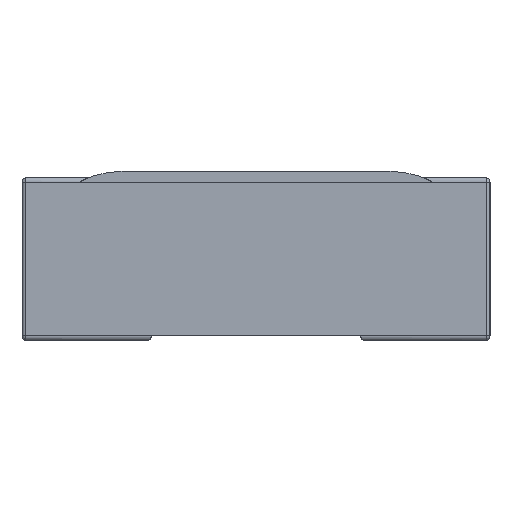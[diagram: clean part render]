
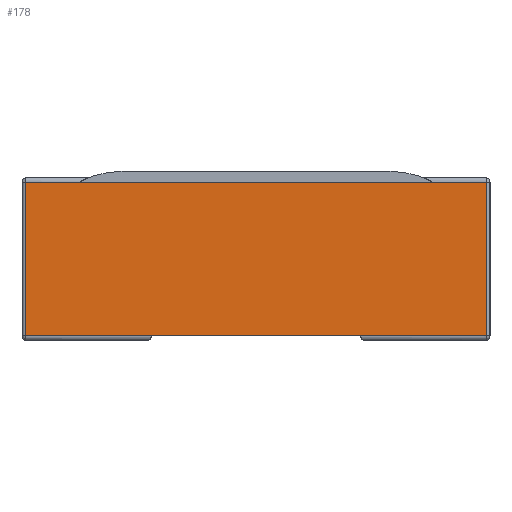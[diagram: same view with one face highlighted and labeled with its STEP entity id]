
A CAD part, left-side view. The second image highlights one B-rep face of the part: STEP entity #178.
In plain terms, the highlighted planar face has unit normal (-1, 0, 0).
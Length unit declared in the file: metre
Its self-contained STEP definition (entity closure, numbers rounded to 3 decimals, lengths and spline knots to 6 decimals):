
#178=ADVANCED_FACE('0:37',(#340),#341,.T.);
#340=FACE_OUTER_BOUND('',#520,.T.);
#341=PLANE('',#521);
#520=EDGE_LOOP('',(#880,#881,#882,#883));
#521=AXIS2_PLACEMENT_3D('',#884,#885,#886);
#880=ORIENTED_EDGE('',*,*,#1289,.T.);
#881=ORIENTED_EDGE('',*,*,#1290,.T.);
#882=ORIENTED_EDGE('',*,*,#1291,.F.);
#883=ORIENTED_EDGE('',*,*,#1292,.T.);
#884=CARTESIAN_POINT('',(-0.0015,0.0,0.0));
#885=DIRECTION('',(-1.0,0.0,0.0));
#886=DIRECTION('',(0.0,0.0,1.0));
#1289=EDGE_CURVE('0:55',#1453,#1454,#1455,.T.);
#1290=EDGE_CURVE('0:58',#1454,#1456,#1457,.T.);
#1291=EDGE_CURVE('0:61',#1458,#1456,#1459,.T.);
#1292=EDGE_CURVE('0:64',#1458,#1453,#1460,.T.);
#1453=VERTEX_POINT('',#1677);
#1454=VERTEX_POINT('',#1678);
#1455=LINE('',#1679,#1680);
#1456=VERTEX_POINT('',#1681);
#1457=LINE('',#1682,#1683);
#1458=VERTEX_POINT('',#1684);
#1459=LINE('',#1685,#1686);
#1460=LINE('',#1687,#1688);
#1677=CARTESIAN_POINT('',(-0.0015,-0.00075,0.0));
#1678=CARTESIAN_POINT('',(-0.0015,-0.00075,0.0005));
#1679=CARTESIAN_POINT('',(-0.0015,-0.00075,0.0));
#1680=VECTOR('',#2068,1.0);
#1681=CARTESIAN_POINT('',(-0.0015,0.00075,0.0005));
#1682=CARTESIAN_POINT('',(-0.0015,0.0,0.0005));
#1683=VECTOR('',#2069,1.0);
#1684=CARTESIAN_POINT('',(-0.0015,0.00075,0.0));
#1685=CARTESIAN_POINT('',(-0.0015,0.00075,0.0));
#1686=VECTOR('',#2070,1.0);
#1687=CARTESIAN_POINT('',(-0.0015,0.0,0.0));
#1688=VECTOR('',#2071,1.0);
#2068=DIRECTION('',(0.0,0.0,1.0));
#2069=DIRECTION('',(0.0,1.0,0.0));
#2070=DIRECTION('',(0.0,0.0,1.0));
#2071=DIRECTION('',(0.0,-1.0,0.0));
